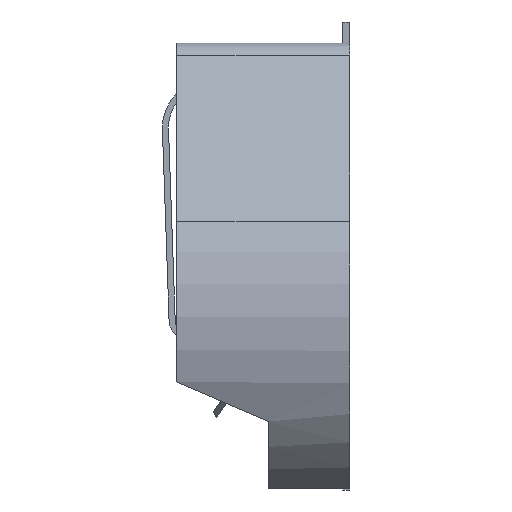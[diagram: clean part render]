
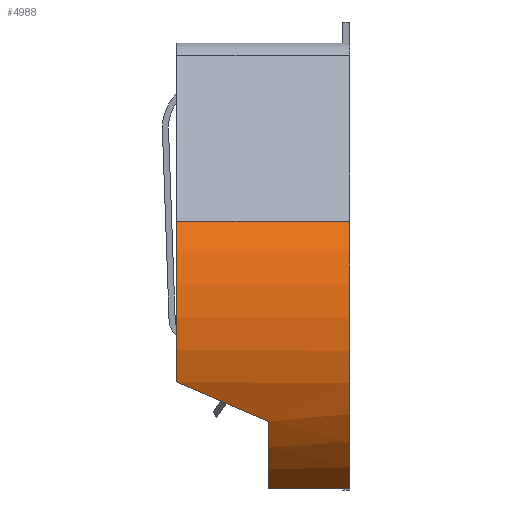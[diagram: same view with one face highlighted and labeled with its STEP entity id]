
A CAD part, left-side view. The second image highlights one B-rep face of the part: STEP entity #4988.
In plain terms, the highlighted cylindrical face has radius 11.379 mm (diameter 22.758 mm), a partial arc.
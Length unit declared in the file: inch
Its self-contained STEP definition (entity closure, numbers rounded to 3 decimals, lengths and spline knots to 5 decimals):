
#417 = CARTESIAN_POINT ( 'NONE',  ( -0.38885, 0.175, -0.22249 ) ) ;
#419 = AXIS2_PLACEMENT_3D ( 'NONE', #4297, #2244, #714 ) ;
#596 = AXIS2_PLACEMENT_3D ( 'NONE', #4843, #1754, #5327 ) ;
#603 = VECTOR ( 'NONE', #4658, 39.37008 ) ;
#621 = VERTEX_POINT ( 'NONE', #2630 ) ;
#714 = DIRECTION ( 'NONE',  ( 0., 0., -1. ) ) ;
#723 = CARTESIAN_POINT ( 'NONE',  ( -0.2555, 0., -0.368 ) ) ;
#908 = CARTESIAN_POINT ( 'NONE',  ( -0.38885, 0.175, -0.22249 ) ) ;
#1242 = EDGE_CURVE ( 'NONE', #1745, #621, #3437, .T. ) ;
#1373 = ORIENTED_EDGE ( 'NONE', *, *, #6388, .T. ) ;
#1611 = EDGE_CURVE ( 'NONE', #2574, #2704, #1950, .T. ) ;
#1723 = VERTEX_POINT ( 'NONE', #3577 ) ;
#1745 = VERTEX_POINT ( 'NONE', #417 ) ;
#1754 = DIRECTION ( 'NONE',  ( 0., 1., 0. ) ) ;
#1761 = LINE ( 'NONE', #4841, #3153 ) ;
#1950 = CIRCLE ( 'NONE', #3718, 0.448 ) ;
#1972 = DIRECTION ( 'NONE',  ( 0., 0., -1. ) ) ;
#1997 = DIRECTION ( 'NONE',  ( 0., -1., 0. ) ) ;
#2000 = CYLINDRICAL_SURFACE ( 'NONE', #419, 0.448 ) ;
#2141 = EDGE_CURVE ( 'NONE', #621, #2974, #4730, .T. ) ;
#2244 = DIRECTION ( 'NONE',  ( 0., -1., 0. ) ) ;
#2261 = CARTESIAN_POINT ( 'NONE',  ( 0., 0.175, 0. ) ) ;
#2574 = VERTEX_POINT ( 'NONE', #5307 ) ;
#2593 = ORIENTED_EDGE ( 'NONE', *, *, #1242, .T. ) ;
#2630 = CARTESIAN_POINT ( 'NONE',  ( -0.2555, 0.175, -0.368 ) ) ;
#2704 = VERTEX_POINT ( 'NONE', #4382 ) ;
#2882 = CIRCLE ( 'NONE', #596, 0.448 ) ;
#2974 = VERTEX_POINT ( 'NONE', #723 ) ;
#3143 = EDGE_LOOP ( 'NONE', ( #4250, #3970, #1373, #2593, #3935, #6170 ) ) ;
#3153 = VECTOR ( 'NONE', #5843, 39.37008 ) ;
#3437 = CIRCLE ( 'NONE', #4392, 0.448 ) ;
#3470 = CARTESIAN_POINT ( 'NONE',  ( -0.42666, 0.375, -0.13663 ) ) ;
#3577 = CARTESIAN_POINT ( 'NONE',  ( -0.39474, 0., 0.21186 ) ) ;
#3718 = AXIS2_PLACEMENT_3D ( 'NONE', #5632, #5608, #5545 ) ;
#3935 = ORIENTED_EDGE ( 'NONE', *, *, #2141, .T. ) ;
#3970 = ORIENTED_EDGE ( 'NONE', *, *, #1611, .T. ) ;
#3992 = CARTESIAN_POINT ( 'NONE',  ( -0.40443, 0.24231, -0.19525 ) ) ;
#4013 = FACE_OUTER_BOUND ( 'NONE', #3143, .T. ) ;
#4250 = ORIENTED_EDGE ( 'NONE', *, *, #5485, .T. ) ;
#4297 = CARTESIAN_POINT ( 'NONE',  ( 0., 0.375, 0. ) ) ;
#4382 = CARTESIAN_POINT ( 'NONE',  ( -0.42666, 0.375, -0.13663 ) ) ;
#4392 = AXIS2_PLACEMENT_3D ( 'NONE', #2261, #1997, #1972 ) ;
#4473 =( BOUNDED_CURVE ( )  B_SPLINE_CURVE ( 3, ( #3470, #6503, #3992, #908 ),
 .UNSPECIFIED., .F., .T. ) 
 B_SPLINE_CURVE_WITH_KNOTS ( ( 4, 4 ),
 ( 4.49871, 4.70851 ),
 .UNSPECIFIED. ) 
 CURVE ( )  GEOMETRIC_REPRESENTATION_ITEM ( )  RATIONAL_B_SPLINE_CURVE ( ( 1., 0.996, 0.996, 1. ) ) 
 REPRESENTATION_ITEM ( '' )  );
#4658 = DIRECTION ( 'NONE',  ( 0., -1., 0. ) ) ;
#4730 = LINE ( 'NONE', #5175, #603 ) ;
#4841 = CARTESIAN_POINT ( 'NONE',  ( -0.39474, 0.375, 0.21186 ) ) ;
#4843 = CARTESIAN_POINT ( 'NONE',  ( 0., 0., 0. ) ) ;
#4988 = ADVANCED_FACE ( 'NONE', ( #4013 ), #2000, .T. ) ;
#5175 = CARTESIAN_POINT ( 'NONE',  ( -0.2555, 0.375, -0.368 ) ) ;
#5307 = CARTESIAN_POINT ( 'NONE',  ( -0.39474, 0.375, 0.21186 ) ) ;
#5327 = DIRECTION ( 'NONE',  ( 0., 0., -1. ) ) ;
#5485 = EDGE_CURVE ( 'NONE', #1723, #2574, #1761, .T. ) ;
#5545 = DIRECTION ( 'NONE',  ( 0., 0., -1. ) ) ;
#5608 = DIRECTION ( 'NONE',  ( 0., -1., 0. ) ) ;
#5632 = CARTESIAN_POINT ( 'NONE',  ( 0., 0.375, 0. ) ) ;
#5843 = DIRECTION ( 'NONE',  ( 0., 1., 0. ) ) ;
#6170 = ORIENTED_EDGE ( 'NONE', *, *, #6175, .T. ) ;
#6175 = EDGE_CURVE ( 'NONE', #2974, #1723, #2882, .T. ) ;
#6388 = EDGE_CURVE ( 'NONE', #2704, #1745, #4473, .T. ) ;
#6503 = CARTESIAN_POINT ( 'NONE',  ( -0.41708, 0.30922, -0.16653 ) ) ;
